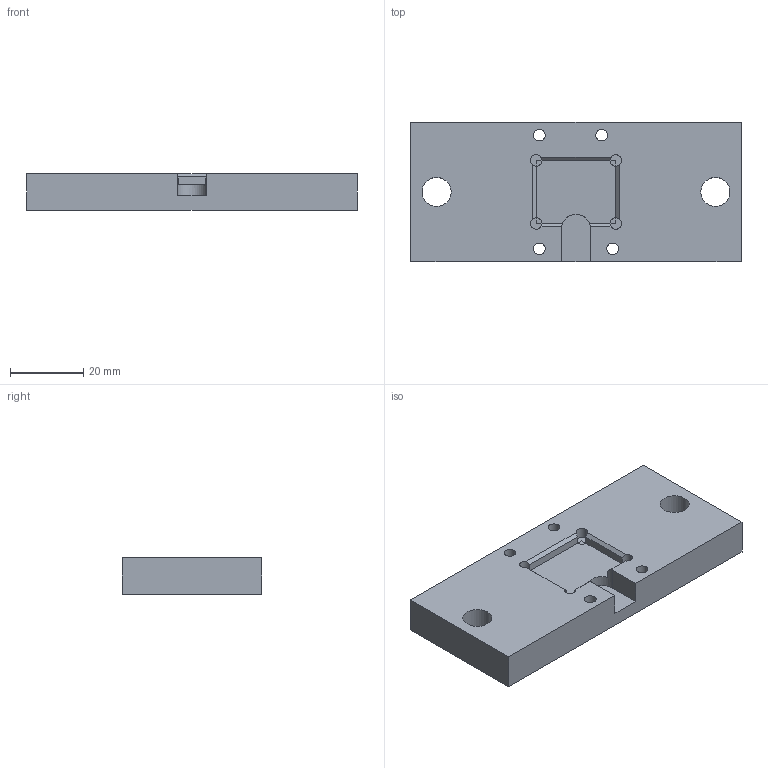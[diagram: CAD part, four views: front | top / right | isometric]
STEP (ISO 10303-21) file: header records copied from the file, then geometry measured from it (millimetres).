
FILE_DESCRIPTION(('FreeCAD Model'),'2;1');
FILE_NAME('die_holder_block_thumbscrews.step','2017-01-20T00:43:35',('Author'),(''), 'Open CASCADE STEP processor 6.8','FreeCAD','Unknown');
FILE_SCHEMA(('AUTOMOTIVE_DESIGN_CC2 { 1 2 10303 214 -1 1 5 4 }'));
Length unit declared in the file: millimetre
Products named in the file (1): thumbscrew_holes
Bounding box: 90 x 38 x 10 mm (x, y, z)
Volume: 31141.5 mm3; surface area: 10370.5 mm2
Topology: 1 solids, 1 shells, 41 faces, 106 edges, 67 vertices
Faces by surface type: plane 28, cylinder 13
Full cylindrical faces by diameter (mm): 3.175 x4, 7.938 x2
Entity records: 2751 total; most frequent: CARTESIAN_POINT 583, DIRECTION 408, ORIENTED_EDGE 212, PCURVE 212, DEFINITIONAL_REPRESENTATION 212, LINE 204, VECTOR 204, EDGE_CURVE 106
